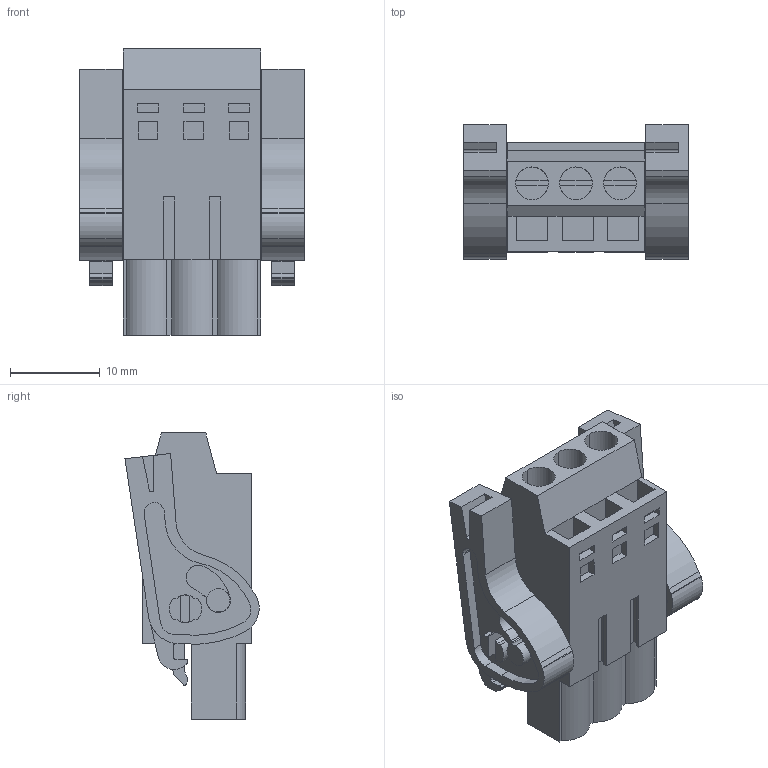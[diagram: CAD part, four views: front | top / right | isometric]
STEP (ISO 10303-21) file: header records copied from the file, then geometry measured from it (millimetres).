
FILE_DESCRIPTION(('CATIA V5 STEP Exchange','CAx-IF Rec.Pracs.--- Model Styling and Organization---1.2---2011-12-15'),'2;1');
FILE_NAME ('D1458769_0_1894140000_1894140000.stp','2017-10-31T20:42:07+00:00',('none'),('Weidmueller'),'CATIA Version 5-6 Release 2014','CATIA V5 STEP AP214','none');
FILE_SCHEMA(('AUTOMOTIVE_DESIGN { 1 0 10303 214 1 1 1 1 }'));
Length unit declared in the file: millimetre
Products named in the file (1): 1894140000
Bounding box: 24.94 x 14.91 x 31.8 mm (x, y, z)
Volume: 5260.9 mm3; surface area: 4531.3 mm2
Topology: 6 solids, 6 shells, 376 faces, 1015 edges, 678 vertices
Faces by surface type: plane 260, cylinder 116
Entity records: 12089 total; most frequent: CARTESIAN_POINT 2534, ORIENTED_EDGE 2030, DIRECTION 1604, EDGE_CURVE 1015, VECTOR 751, LINE 751, VERTEX_POINT 678, AXIS2_PLACEMENT_3D 532
